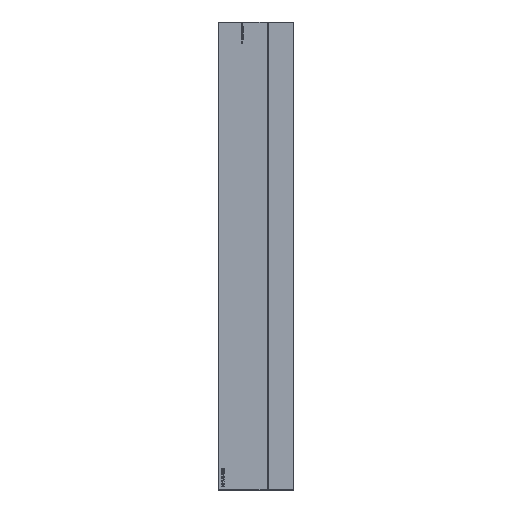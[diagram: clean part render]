
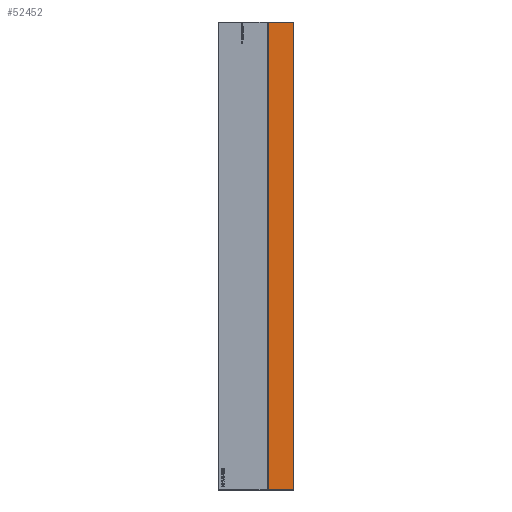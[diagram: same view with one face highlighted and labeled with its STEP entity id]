
A CAD part, left-side view. The second image highlights one B-rep face of the part: STEP entity #52452.
In plain terms, the highlighted planar face has unit normal (-1, 0, 0).
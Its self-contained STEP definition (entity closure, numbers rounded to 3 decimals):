
#50240 = PLANE('',#50241);
#50241 = AXIS2_PLACEMENT_3D('',#50242,#50243,#50244);
#50242 = CARTESIAN_POINT('',(-29.925,8.505,0.));
#50243 = DIRECTION('',(0.707,-0.707,
    0.));
#50244 = DIRECTION('',(0.,0.,1.));
#50647 = PLANE('',#50648);
#50648 = AXIS2_PLACEMENT_3D('',#50649,#50650,#50651);
#50649 = CARTESIAN_POINT('',(-29.925,0.,0.075));
#50650 = DIRECTION('',(0.707,0.,0.707));
#50651 = DIRECTION('',(0.,-1.,0.));
#50949 = PLANE('',#50950);
#50950 = AXIS2_PLACEMENT_3D('',#50951,#50952,#50953);
#50951 = CARTESIAN_POINT('',(-29.925,0.,154.925));
#50952 = DIRECTION('',(-0.707,0.,0.707));
#50953 = DIRECTION('',(0.,-1.,0.));
#51237 = VERTEX_POINT('',#51238);
#51238 = CARTESIAN_POINT('',(-30.,8.43,154.85));
#51259 = EDGE_CURVE('',#51260,#51237,#51262,.T.);
#51260 = VERTEX_POINT('',#51261);
#51261 = CARTESIAN_POINT('',(-30.,8.43,0.15));
#51262 = SURFACE_CURVE('',#51263,(#51267,#51274),.PCURVE_S1.);
#51263 = LINE('',#51264,#51265);
#51264 = CARTESIAN_POINT('',(-30.,8.43,0.));
#51265 = VECTOR('',#51266,1.);
#51266 = DIRECTION('',(0.,0.,1.));
#51267 = PCURVE('',#50240,#51268);
#51268 = DEFINITIONAL_REPRESENTATION('',(#51269),#51273);
#51269 = LINE('',#51270,#51271);
#51270 = CARTESIAN_POINT('',(0.,0.106));
#51271 = VECTOR('',#51272,1.);
#51272 = DIRECTION('',(1.,0.));
#51273 = ( GEOMETRIC_REPRESENTATION_CONTEXT(2) 
PARAMETRIC_REPRESENTATION_CONTEXT() REPRESENTATION_CONTEXT('2D SPACE',''
  ) );
#51274 = PCURVE('',#51275,#51280);
#51275 = PLANE('',#51276);
#51276 = AXIS2_PLACEMENT_3D('',#51277,#51278,#51279);
#51277 = CARTESIAN_POINT('',(-30.,0.,0.));
#51278 = DIRECTION('',(-1.,0.,0.));
#51279 = DIRECTION('',(0.,1.,0.));
#51280 = DEFINITIONAL_REPRESENTATION('',(#51281),#51285);
#51281 = LINE('',#51282,#51283);
#51282 = CARTESIAN_POINT('',(8.43,0.));
#51283 = VECTOR('',#51284,1.);
#51284 = DIRECTION('',(0.,-1.));
#51285 = ( GEOMETRIC_REPRESENTATION_CONTEXT(2) 
PARAMETRIC_REPRESENTATION_CONTEXT() REPRESENTATION_CONTEXT('2D SPACE',''
  ) );
#51749 = VERTEX_POINT('',#51750);
#51750 = CARTESIAN_POINT('',(-30.,0.15,0.15));
#51776 = EDGE_CURVE('',#51749,#51260,#51777,.T.);
#51777 = SURFACE_CURVE('',#51778,(#51782,#51789),.PCURVE_S1.);
#51778 = LINE('',#51779,#51780);
#51779 = CARTESIAN_POINT('',(-30.,0.,0.15));
#51780 = VECTOR('',#51781,1.);
#51781 = DIRECTION('',(0.,1.,0.));
#51782 = PCURVE('',#50647,#51783);
#51783 = DEFINITIONAL_REPRESENTATION('',(#51784),#51788);
#51784 = LINE('',#51785,#51786);
#51785 = CARTESIAN_POINT('',(0.,-0.106));
#51786 = VECTOR('',#51787,1.);
#51787 = DIRECTION('',(-1.,0.));
#51788 = ( GEOMETRIC_REPRESENTATION_CONTEXT(2) 
PARAMETRIC_REPRESENTATION_CONTEXT() REPRESENTATION_CONTEXT('2D SPACE',''
  ) );
#51789 = PCURVE('',#51275,#51790);
#51790 = DEFINITIONAL_REPRESENTATION('',(#51791),#51795);
#51791 = LINE('',#51792,#51793);
#51792 = CARTESIAN_POINT('',(0.,-0.15));
#51793 = VECTOR('',#51794,1.);
#51794 = DIRECTION('',(1.,0.));
#51795 = ( GEOMETRIC_REPRESENTATION_CONTEXT(2) 
PARAMETRIC_REPRESENTATION_CONTEXT() REPRESENTATION_CONTEXT('2D SPACE',''
  ) );
#52202 = VERTEX_POINT('',#52203);
#52203 = CARTESIAN_POINT('',(-30.,0.15,154.85));
#52229 = EDGE_CURVE('',#52202,#51237,#52230,.T.);
#52230 = SURFACE_CURVE('',#52231,(#52235,#52242),.PCURVE_S1.);
#52231 = LINE('',#52232,#52233);
#52232 = CARTESIAN_POINT('',(-30.,0.,154.85));
#52233 = VECTOR('',#52234,1.);
#52234 = DIRECTION('',(0.,1.,0.));
#52235 = PCURVE('',#50949,#52236);
#52236 = DEFINITIONAL_REPRESENTATION('',(#52237),#52241);
#52237 = LINE('',#52238,#52239);
#52238 = CARTESIAN_POINT('',(0.,-0.106));
#52239 = VECTOR('',#52240,1.);
#52240 = DIRECTION('',(-1.,0.));
#52241 = ( GEOMETRIC_REPRESENTATION_CONTEXT(2) 
PARAMETRIC_REPRESENTATION_CONTEXT() REPRESENTATION_CONTEXT('2D SPACE',''
  ) );
#52242 = PCURVE('',#51275,#52243);
#52243 = DEFINITIONAL_REPRESENTATION('',(#52244),#52248);
#52244 = LINE('',#52245,#52246);
#52245 = CARTESIAN_POINT('',(0.,-154.85));
#52246 = VECTOR('',#52247,1.);
#52247 = DIRECTION('',(1.,0.));
#52248 = ( GEOMETRIC_REPRESENTATION_CONTEXT(2) 
PARAMETRIC_REPRESENTATION_CONTEXT() REPRESENTATION_CONTEXT('2D SPACE',''
  ) );
#52452 = ADVANCED_FACE('',(#52453),#51275,.T.);
#52453 = FACE_BOUND('',#52454,.T.);
#52454 = EDGE_LOOP('',(#52455,#52456,#52457,#52483));
#52455 = ORIENTED_EDGE('',*,*,#51259,.F.);
#52456 = ORIENTED_EDGE('',*,*,#51776,.F.);
#52457 = ORIENTED_EDGE('',*,*,#52458,.T.);
#52458 = EDGE_CURVE('',#51749,#52202,#52459,.T.);
#52459 = SURFACE_CURVE('',#52460,(#52464,#52471),.PCURVE_S1.);
#52460 = LINE('',#52461,#52462);
#52461 = CARTESIAN_POINT('',(-30.,0.15,0.));
#52462 = VECTOR('',#52463,1.);
#52463 = DIRECTION('',(0.,0.,1.));
#52464 = PCURVE('',#51275,#52465);
#52465 = DEFINITIONAL_REPRESENTATION('',(#52466),#52470);
#52466 = LINE('',#52467,#52468);
#52467 = CARTESIAN_POINT('',(0.15,0.));
#52468 = VECTOR('',#52469,1.);
#52469 = DIRECTION('',(0.,-1.));
#52470 = ( GEOMETRIC_REPRESENTATION_CONTEXT(2) 
PARAMETRIC_REPRESENTATION_CONTEXT() REPRESENTATION_CONTEXT('2D SPACE',''
  ) );
#52471 = PCURVE('',#52472,#52477);
#52472 = PLANE('',#52473);
#52473 = AXIS2_PLACEMENT_3D('',#52474,#52475,#52476);
#52474 = CARTESIAN_POINT('',(-29.925,0.075,0.));
#52475 = DIRECTION('',(0.707,0.707,
    0.));
#52476 = DIRECTION('',(0.,0.,1.));
#52477 = DEFINITIONAL_REPRESENTATION('',(#52478),#52482);
#52478 = LINE('',#52479,#52480);
#52479 = CARTESIAN_POINT('',(0.,-0.106));
#52480 = VECTOR('',#52481,1.);
#52481 = DIRECTION('',(1.,0.));
#52482 = ( GEOMETRIC_REPRESENTATION_CONTEXT(2) 
PARAMETRIC_REPRESENTATION_CONTEXT() REPRESENTATION_CONTEXT('2D SPACE',''
  ) );
#52483 = ORIENTED_EDGE('',*,*,#52229,.T.);
